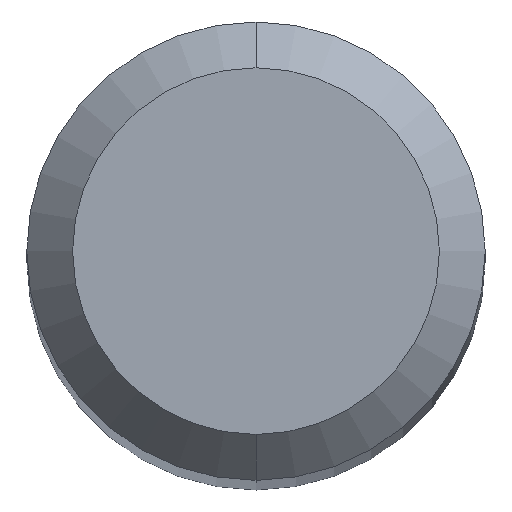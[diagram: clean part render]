
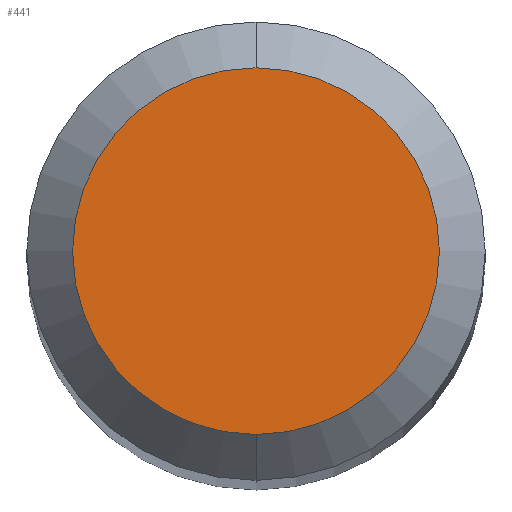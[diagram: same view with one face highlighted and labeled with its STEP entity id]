
A CAD part, top view. The second image highlights one B-rep face of the part: STEP entity #441.
In plain terms, the highlighted planar face has unit normal (0, 0, 1).
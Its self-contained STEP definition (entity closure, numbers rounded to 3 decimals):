
#257=VERTEX_POINT('',#571);
#287=EDGE_CURVE('',#257,#389,#604,.T.);
#383=EDGE_CURVE('',#389,#257,#713,.T.);
#389=VERTEX_POINT('',#719);
#441=ADVANCED_FACE('',(#776),#777,.T.);
#571=CARTESIAN_POINT('',(0.,-1.2,0.0));
#604=CIRCLE('',#1070,1.2);
#713=CIRCLE('',#1260,1.2);
#719=CARTESIAN_POINT('',(0.0,1.2,0.0));
#776=FACE_OUTER_BOUND('',#1410,.T.);
#777=PLANE('',#1411);
#1070=AXIS2_PLACEMENT_3D('',#1573,#1574,#1575);
#1260=AXIS2_PLACEMENT_3D('',#1714,#1715,#1716);
#1410=EDGE_LOOP('',(#1785,#1786));
#1411=AXIS2_PLACEMENT_3D('',#1787,#1788,#1789);
#1573=CARTESIAN_POINT('',(0.0,0.0,0.0));
#1574=DIRECTION('',(0.0,0.0,-1.0));
#1575=DIRECTION('',(0.0,1.0,0.0));
#1714=CARTESIAN_POINT('',(0.0,0.0,0.0));
#1715=DIRECTION('',(0.0,0.0,-1.0));
#1716=DIRECTION('',(0.0,1.0,0.0));
#1785=ORIENTED_EDGE('',*,*,#383,.F.);
#1786=ORIENTED_EDGE('',*,*,#287,.F.);
#1787=CARTESIAN_POINT('',(0.0,0.6,0.0));
#1788=DIRECTION('',(-0.0,0.0,1.0));
#1789=DIRECTION('',(0.0,-1.0,0.0));
